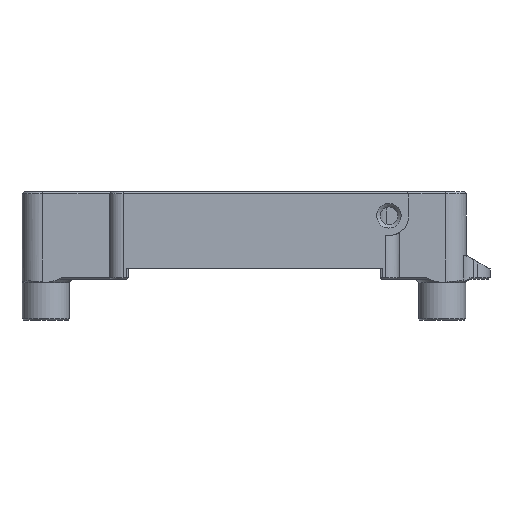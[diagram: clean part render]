
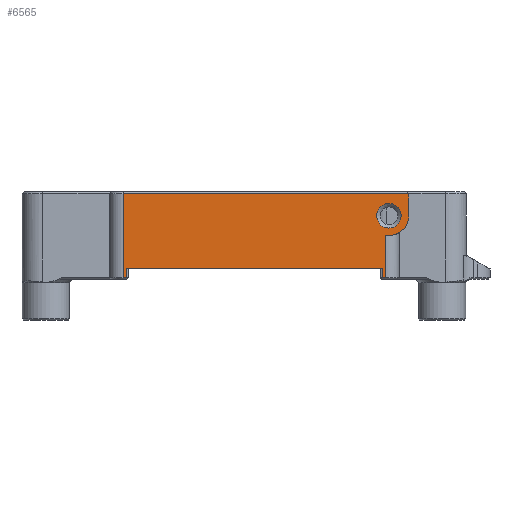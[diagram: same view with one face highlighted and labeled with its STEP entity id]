
A CAD part, front view. The second image highlights one B-rep face of the part: STEP entity #6565.
In plain terms, the highlighted planar face has unit normal (0, -1, 0).
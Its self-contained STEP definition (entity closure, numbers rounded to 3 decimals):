
#118=FACE_BOUND('',#874,.T.);
#163=PLANE('',#7033);
#473=FACE_OUTER_BOUND('',#873,.T.);
#873=EDGE_LOOP('',(#4672,#4673,#4674,#4675,#4676,#4677,#4678,#4679,#4680,
#4681));
#874=EDGE_LOOP('',(#4682));
#1312=LINE('',#9936,#1955);
#1327=LINE('',#9981,#1970);
#1328=LINE('',#9985,#1971);
#1329=LINE('',#9989,#1972);
#1330=LINE('',#9991,#1973);
#1331=LINE('',#9993,#1974);
#1332=LINE('',#9995,#1975);
#1333=LINE('',#9997,#1976);
#1334=LINE('',#9998,#1977);
#1955=VECTOR('',#7870,10.);
#1970=VECTOR('',#7917,10.);
#1971=VECTOR('',#7922,10.);
#1972=VECTOR('',#7925,10.);
#1973=VECTOR('',#7926,10.);
#1974=VECTOR('',#7927,10.);
#1975=VECTOR('',#7928,10.);
#1976=VECTOR('',#7929,10.);
#1977=VECTOR('',#7930,10.);
#2568=CIRCLE('',#7034,2.9);
#2569=CIRCLE('',#7035,1.8);
#2903=VERTEX_POINT('',#9930);
#2904=VERTEX_POINT('',#9934);
#2915=VERTEX_POINT('',#9980);
#2916=VERTEX_POINT('',#9984);
#2917=VERTEX_POINT('',#9986);
#2918=VERTEX_POINT('',#9988);
#2919=VERTEX_POINT('',#9990);
#2920=VERTEX_POINT('',#9992);
#2921=VERTEX_POINT('',#9994);
#2922=VERTEX_POINT('',#9996);
#2923=VERTEX_POINT('',#9999);
#3551=EDGE_CURVE('',#2903,#2904,#1312,.T.);
#3572=EDGE_CURVE('',#2904,#2915,#1327,.T.);
#3574=EDGE_CURVE('',#2903,#2916,#1328,.T.);
#3575=EDGE_CURVE('',#2917,#2916,#2568,.T.);
#3576=EDGE_CURVE('',#2918,#2917,#1329,.T.);
#3577=EDGE_CURVE('',#2919,#2918,#1330,.T.);
#3578=EDGE_CURVE('',#2920,#2919,#1331,.T.);
#3579=EDGE_CURVE('',#2921,#2920,#1332,.T.);
#3580=EDGE_CURVE('',#2922,#2921,#1333,.T.);
#3581=EDGE_CURVE('',#2922,#2915,#1334,.T.);
#3582=EDGE_CURVE('',#2923,#2923,#2569,.T.);
#4672=ORIENTED_EDGE('',*,*,#3551,.F.);
#4673=ORIENTED_EDGE('',*,*,#3574,.T.);
#4674=ORIENTED_EDGE('',*,*,#3575,.F.);
#4675=ORIENTED_EDGE('',*,*,#3576,.F.);
#4676=ORIENTED_EDGE('',*,*,#3577,.F.);
#4677=ORIENTED_EDGE('',*,*,#3578,.F.);
#4678=ORIENTED_EDGE('',*,*,#3579,.F.);
#4679=ORIENTED_EDGE('',*,*,#3580,.F.);
#4680=ORIENTED_EDGE('',*,*,#3581,.T.);
#4681=ORIENTED_EDGE('',*,*,#3572,.F.);
#4682=ORIENTED_EDGE('',*,*,#3582,.F.);
#6565=ADVANCED_FACE('',(#473,#118),#163,.T.);
#7033=AXIS2_PLACEMENT_3D('',#9983,#7920,#7921);
#7034=AXIS2_PLACEMENT_3D('',#9987,#7923,#7924);
#7035=AXIS2_PLACEMENT_3D('',#10000,#7931,#7932);
#7870=DIRECTION('',(-1.,0.,0.));
#7917=DIRECTION('',(0.,0.,1.));
#7920=DIRECTION('center_axis',(0.,-1.,0.));
#7921=DIRECTION('ref_axis',(1.,0.,0.));
#7922=DIRECTION('',(0.,0.,1.));
#7923=DIRECTION('center_axis',(0.,1.,0.));
#7924=DIRECTION('ref_axis',(1.,0.,0.));
#7925=DIRECTION('',(0.,0.,-1.));
#7926=DIRECTION('',(1.,0.,0.));
#7927=DIRECTION('',(0.,0.,1.));
#7928=DIRECTION('',(-1.,0.,0.));
#7929=DIRECTION('',(0.,0.,-1.));
#7930=DIRECTION('',(1.,0.,0.));
#7931=DIRECTION('center_axis',(0.,-1.,0.));
#7932=DIRECTION('ref_axis',(1.,0.,0.));
#9930=CARTESIAN_POINT('',(53.2,-4.2,0.2));
#9934=CARTESIAN_POINT('',(52.749,-4.2,0.2));
#9936=CARTESIAN_POINT('',(23.65,-4.2,0.2));
#9980=CARTESIAN_POINT('',(52.749,-4.2,1.6));
#9981=CARTESIAN_POINT('',(52.749,-4.2,0.));
#9983=CARTESIAN_POINT('Origin',(14.8,-4.2,0.));
#9984=CARTESIAN_POINT('',(53.2,-4.2,6.433));
#9985=CARTESIAN_POINT('',(53.2,-4.2,0.));
#9986=CARTESIAN_POINT('',(56.6,-4.2,9.29));
#9987=CARTESIAN_POINT('Origin',(53.7,-4.2,9.29));
#9988=CARTESIAN_POINT('',(56.6,-4.2,12.5));
#9989=CARTESIAN_POINT('',(56.6,-4.2,9.443));
#9990=CARTESIAN_POINT('',(14.8,-4.2,12.5));
#9991=CARTESIAN_POINT('',(23.65,-4.2,12.5));
#9992=CARTESIAN_POINT('',(14.8,-4.2,0.2));
#9993=CARTESIAN_POINT('',(14.8,-4.2,0.));
#9994=CARTESIAN_POINT('',(15.251,-4.2,0.2));
#9995=CARTESIAN_POINT('',(23.65,-4.2,0.2));
#9996=CARTESIAN_POINT('',(15.251,-4.2,1.6));
#9997=CARTESIAN_POINT('',(15.251,-4.2,0.));
#9998=CARTESIAN_POINT('',(24.4,-4.2,1.6));
#9999=CARTESIAN_POINT('',(51.9,-4.2,9.29));
#10000=CARTESIAN_POINT('Origin',(53.7,-4.2,9.29));
